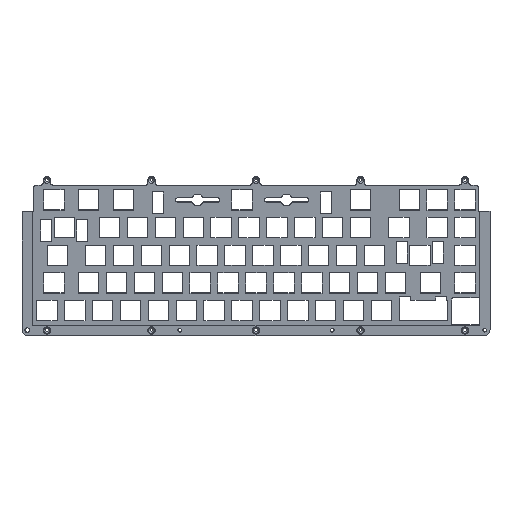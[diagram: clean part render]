
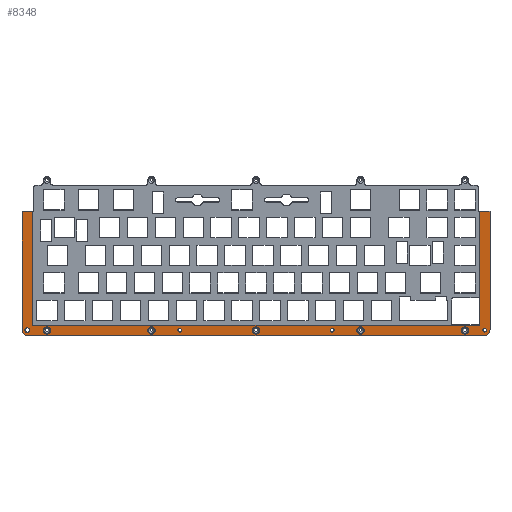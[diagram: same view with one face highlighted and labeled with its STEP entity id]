
A CAD part, front view. The second image highlights one B-rep face of the part: STEP entity #8348.
In plain terms, the highlighted planar face has unit normal (0, -0.993, -0.122).
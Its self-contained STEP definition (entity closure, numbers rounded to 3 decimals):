
#196=FACE_BOUND('',#1231,.T.);
#197=FACE_BOUND('',#1232,.T.);
#198=FACE_BOUND('',#1233,.T.);
#199=FACE_BOUND('',#1234,.T.);
#200=FACE_BOUND('',#1235,.T.);
#201=FACE_BOUND('',#1236,.T.);
#202=FACE_BOUND('',#1237,.T.);
#203=FACE_BOUND('',#1238,.T.);
#204=FACE_BOUND('',#1239,.T.);
#251=PLANE('',#8903);
#654=FACE_OUTER_BOUND('',#1230,.T.);
#1230=EDGE_LOOP('',(#6987,#6988,#6989,#6990,#6991,#6992,#6993,#6994,#6995,
#6996,#6997,#6998));
#1231=EDGE_LOOP('',(#6999));
#1232=EDGE_LOOP('',(#7000));
#1233=EDGE_LOOP('',(#7001));
#1234=EDGE_LOOP('',(#7002));
#1235=EDGE_LOOP('',(#7003));
#1236=EDGE_LOOP('',(#7004));
#1237=EDGE_LOOP('',(#7005));
#1238=EDGE_LOOP('',(#7006));
#1239=EDGE_LOOP('',(#7007));
#1878=LINE('',#12156,#2937);
#2291=LINE('',#13141,#3350);
#2293=LINE('',#13148,#3352);
#2295=LINE('',#13152,#3354);
#2296=LINE('',#13154,#3355);
#2297=LINE('',#13158,#3356);
#2298=LINE('',#13162,#3357);
#2299=LINE('',#13163,#3358);
#2937=VECTOR('',#9682,10.);
#3350=VECTOR('',#10451,10.);
#3352=VECTOR('',#10459,10.);
#3354=VECTOR('',#10463,10.);
#3355=VECTOR('',#10464,10.);
#3356=VECTOR('',#10467,10.);
#3357=VECTOR('',#10470,10.);
#3358=VECTOR('',#10471,10.);
#3744=CIRCLE('',#8766,1.25);
#3745=CIRCLE('',#8768,1.25);
#3746=CIRCLE('',#8770,1.25);
#3747=CIRCLE('',#8772,1.625);
#3774=CIRCLE('',#8879,2.5);
#3776=CIRCLE('',#8883,2.5);
#3778=CIRCLE('',#8887,2.5);
#3780=CIRCLE('',#8891,2.5);
#3782=CIRCLE('',#8895,2.5);
#3783=CIRCLE('',#8898,1.);
#3784=CIRCLE('',#8901,1.);
#3785=CIRCLE('',#8904,4.);
#3786=CIRCLE('',#8905,4.);
#4181=VERTEX_POINT('',#12153);
#4182=VERTEX_POINT('',#12155);
#4536=VERTEX_POINT('',#12879);
#4537=VERTEX_POINT('',#12883);
#4538=VERTEX_POINT('',#12887);
#4539=VERTEX_POINT('',#12891);
#4566=VERTEX_POINT('',#13102);
#4568=VERTEX_POINT('',#13109);
#4570=VERTEX_POINT('',#13116);
#4572=VERTEX_POINT('',#13123);
#4574=VERTEX_POINT('',#13130);
#4575=VERTEX_POINT('',#13135);
#4576=VERTEX_POINT('',#13139);
#4577=VERTEX_POINT('',#13143);
#4578=VERTEX_POINT('',#13147);
#4579=VERTEX_POINT('',#13151);
#4580=VERTEX_POINT('',#13153);
#4581=VERTEX_POINT('',#13155);
#4582=VERTEX_POINT('',#13157);
#4583=VERTEX_POINT('',#13159);
#4584=VERTEX_POINT('',#13161);
#4989=EDGE_CURVE('',#4182,#4181,#1878,.T.);
#5354=EDGE_CURVE('',#4536,#4536,#3744,.T.);
#5356=EDGE_CURVE('',#4537,#4537,#3745,.T.);
#5358=EDGE_CURVE('',#4538,#4538,#3746,.T.);
#5360=EDGE_CURVE('',#4539,#4539,#3747,.T.);
#5464=EDGE_CURVE('',#4566,#4566,#3774,.T.);
#5467=EDGE_CURVE('',#4568,#4568,#3776,.T.);
#5470=EDGE_CURVE('',#4570,#4570,#3778,.T.);
#5473=EDGE_CURVE('',#4572,#4572,#3780,.T.);
#5476=EDGE_CURVE('',#4574,#4574,#3782,.T.);
#5478=EDGE_CURVE('',#4575,#4181,#3783,.T.);
#5480=EDGE_CURVE('',#4575,#4576,#2291,.T.);
#5481=EDGE_CURVE('',#4182,#4577,#3784,.T.);
#5483=EDGE_CURVE('',#4578,#4577,#2293,.T.);
#5485=EDGE_CURVE('',#4576,#4579,#2295,.T.);
#5486=EDGE_CURVE('',#4579,#4580,#2296,.T.);
#5487=EDGE_CURVE('',#4580,#4581,#3785,.T.);
#5488=EDGE_CURVE('',#4581,#4582,#2297,.T.);
#5489=EDGE_CURVE('',#4582,#4583,#3786,.T.);
#5490=EDGE_CURVE('',#4583,#4584,#2298,.T.);
#5491=EDGE_CURVE('',#4584,#4578,#2299,.T.);
#6987=ORIENTED_EDGE('',*,*,#4989,.T.);
#6988=ORIENTED_EDGE('',*,*,#5478,.F.);
#6989=ORIENTED_EDGE('',*,*,#5480,.T.);
#6990=ORIENTED_EDGE('',*,*,#5485,.T.);
#6991=ORIENTED_EDGE('',*,*,#5486,.T.);
#6992=ORIENTED_EDGE('',*,*,#5487,.T.);
#6993=ORIENTED_EDGE('',*,*,#5488,.T.);
#6994=ORIENTED_EDGE('',*,*,#5489,.T.);
#6995=ORIENTED_EDGE('',*,*,#5490,.T.);
#6996=ORIENTED_EDGE('',*,*,#5491,.T.);
#6997=ORIENTED_EDGE('',*,*,#5483,.T.);
#6998=ORIENTED_EDGE('',*,*,#5481,.F.);
#6999=ORIENTED_EDGE('',*,*,#5354,.T.);
#7000=ORIENTED_EDGE('',*,*,#5356,.T.);
#7001=ORIENTED_EDGE('',*,*,#5358,.T.);
#7002=ORIENTED_EDGE('',*,*,#5360,.T.);
#7003=ORIENTED_EDGE('',*,*,#5464,.T.);
#7004=ORIENTED_EDGE('',*,*,#5467,.T.);
#7005=ORIENTED_EDGE('',*,*,#5470,.T.);
#7006=ORIENTED_EDGE('',*,*,#5473,.T.);
#7007=ORIENTED_EDGE('',*,*,#5476,.T.);
#8348=ADVANCED_FACE('',(#654,#196,#197,#198,#199,#200,#201,#202,#203,#204),
#251,.T.);
#8766=AXIS2_PLACEMENT_3D('',#12881,#10097,#10098);
#8768=AXIS2_PLACEMENT_3D('',#12885,#10102,#10103);
#8770=AXIS2_PLACEMENT_3D('',#12889,#10107,#10108);
#8772=AXIS2_PLACEMENT_3D('',#12893,#10112,#10113);
#8879=AXIS2_PLACEMENT_3D('',#13104,#10403,#10404);
#8883=AXIS2_PLACEMENT_3D('',#13111,#10412,#10413);
#8887=AXIS2_PLACEMENT_3D('',#13118,#10421,#10422);
#8891=AXIS2_PLACEMENT_3D('',#13125,#10430,#10431);
#8895=AXIS2_PLACEMENT_3D('',#13132,#10439,#10440);
#8898=AXIS2_PLACEMENT_3D('',#13137,#10446,#10447);
#8901=AXIS2_PLACEMENT_3D('',#13144,#10454,#10455);
#8903=AXIS2_PLACEMENT_3D('',#13150,#10461,#10462);
#8904=AXIS2_PLACEMENT_3D('',#13156,#10465,#10466);
#8905=AXIS2_PLACEMENT_3D('',#13160,#10468,#10469);
#9682=DIRECTION('',(-1.,0.,0.));
#10097=DIRECTION('center_axis',(0.,0.993,0.122));
#10098=DIRECTION('ref_axis',(-1.,0.,0.));
#10102=DIRECTION('center_axis',(0.,0.993,0.122));
#10103=DIRECTION('ref_axis',(-1.,0.,0.));
#10107=DIRECTION('center_axis',(0.,0.993,0.122));
#10108=DIRECTION('ref_axis',(-1.,0.,0.));
#10112=DIRECTION('center_axis',(0.,0.993,0.122));
#10113=DIRECTION('ref_axis',(-1.,0.,0.));
#10403=DIRECTION('center_axis',(0.,0.993,0.122));
#10404=DIRECTION('ref_axis',(1.,0.,0.));
#10412=DIRECTION('center_axis',(0.,0.993,0.122));
#10413=DIRECTION('ref_axis',(1.,0.,0.));
#10421=DIRECTION('center_axis',(0.,0.993,0.122));
#10422=DIRECTION('ref_axis',(1.,0.,0.));
#10430=DIRECTION('center_axis',(0.,0.993,0.122));
#10431=DIRECTION('ref_axis',(1.,0.,0.));
#10439=DIRECTION('center_axis',(0.,0.993,0.122));
#10440=DIRECTION('ref_axis',(1.,0.,0.));
#10446=DIRECTION('center_axis',(0.,-0.993,-0.122));
#10447=DIRECTION('ref_axis',(-0.707,0.086,-0.702));
#10451=DIRECTION('',(0.,-0.122,0.993));
#10454=DIRECTION('center_axis',(0.,-0.993,-0.122));
#10455=DIRECTION('ref_axis',(0.707,0.086,-0.702));
#10459=DIRECTION('',(0.,0.122,-0.993));
#10461=DIRECTION('center_axis',(0.,-0.993,-0.122));
#10462=DIRECTION('ref_axis',(1.,0.,0.));
#10463=DIRECTION('',(-1.,0.,0.));
#10464=DIRECTION('',(0.,0.122,-0.993));
#10465=DIRECTION('center_axis',(0.,-0.993,-0.122));
#10466=DIRECTION('ref_axis',(-1.,0.,0.));
#10467=DIRECTION('',(1.,0.,0.));
#10468=DIRECTION('center_axis',(0.,-0.993,-0.122));
#10469=DIRECTION('ref_axis',(0.,0.122,-0.993));
#10470=DIRECTION('',(0.,-0.122,0.993));
#10471=DIRECTION('',(-1.,0.,0.));
#12153=CARTESIAN_POINT('',(7.462,-0.49,-104.349));
#12155=CARTESIAN_POINT('',(311.212,-0.49,-104.349));
#12156=CARTESIAN_POINT('',(312.212,-0.49,-104.349));
#12879=CARTESIAN_POINT('',(212.663,-0.082,-107.678));
#12881=CARTESIAN_POINT('Origin',(211.413,-0.082,-107.678));
#12883=CARTESIAN_POINT('',(108.511,-0.082,-107.678));
#12885=CARTESIAN_POINT('Origin',(107.261,-0.082,-107.678));
#12887=CARTESIAN_POINT('',(316.816,-0.082,-107.678));
#12889=CARTESIAN_POINT('Origin',(315.566,-0.082,-107.678));
#12891=CARTESIAN_POINT('',(4.733,-0.082,-107.678));
#12893=CARTESIAN_POINT('Origin',(3.108,-0.082,-107.678));
#13102=CARTESIAN_POINT('',(156.837,-0.064,-107.823));
#13104=CARTESIAN_POINT('Origin',(159.337,-0.064,-107.823));
#13109=CARTESIAN_POINT('',(85.4,-0.064,-107.823));
#13111=CARTESIAN_POINT('Origin',(87.9,-0.064,-107.823));
#13116=CARTESIAN_POINT('',(228.275,-0.064,-107.823));
#13118=CARTESIAN_POINT('Origin',(230.775,-0.064,-107.823));
#13123=CARTESIAN_POINT('',(13.962,-0.064,-107.823));
#13125=CARTESIAN_POINT('Origin',(16.462,-0.064,-107.823));
#13130=CARTESIAN_POINT('',(299.712,-0.064,-107.823));
#13132=CARTESIAN_POINT('Origin',(302.212,-0.064,-107.823));
#13135=CARTESIAN_POINT('',(6.462,-0.612,-103.357));
#13137=CARTESIAN_POINT('Origin',(7.462,-0.612,-103.357));
#13139=CARTESIAN_POINT('',(6.462,-10.021,-26.731));
#13141=CARTESIAN_POINT('',(6.462,-0.49,-104.349));
#13143=CARTESIAN_POINT('',(312.212,-0.612,-103.357));
#13144=CARTESIAN_POINT('Origin',(311.212,-0.612,-103.357));
#13147=CARTESIAN_POINT('',(312.212,-10.021,-26.731));
#13148=CARTESIAN_POINT('',(312.212,-10.021,-26.731));
#13150=CARTESIAN_POINT('Origin',(159.337,-4.829,-69.014));
#13151=CARTESIAN_POINT('',(-0.538,-10.021,-26.731));
#13152=CARTESIAN_POINT('',(6.462,-10.021,-26.731));
#13153=CARTESIAN_POINT('',(-0.538,-0.125,-107.327));
#13154=CARTESIAN_POINT('',(-0.538,-10.021,-26.731));
#13155=CARTESIAN_POINT('',(3.462,0.363,-111.297));
#13156=CARTESIAN_POINT('Origin',(3.462,-0.125,-107.327));
#13157=CARTESIAN_POINT('',(315.212,0.363,-111.297));
#13158=CARTESIAN_POINT('',(3.462,0.363,-111.297));
#13159=CARTESIAN_POINT('',(319.212,-0.125,-107.327));
#13160=CARTESIAN_POINT('Origin',(315.212,-0.125,-107.327));
#13161=CARTESIAN_POINT('',(319.212,-10.021,-26.731));
#13162=CARTESIAN_POINT('',(319.212,-0.125,-107.327));
#13163=CARTESIAN_POINT('',(319.212,-10.021,-26.731));
